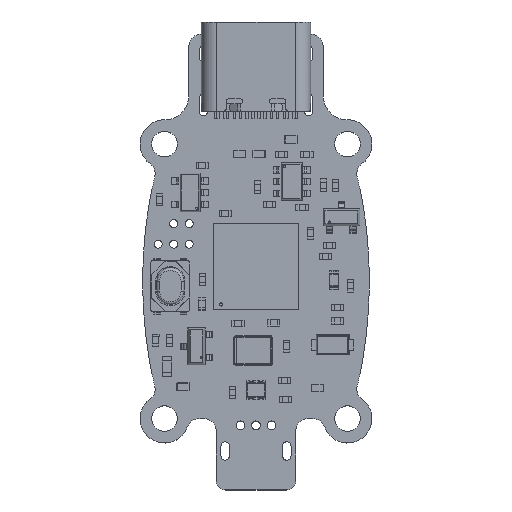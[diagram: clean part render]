
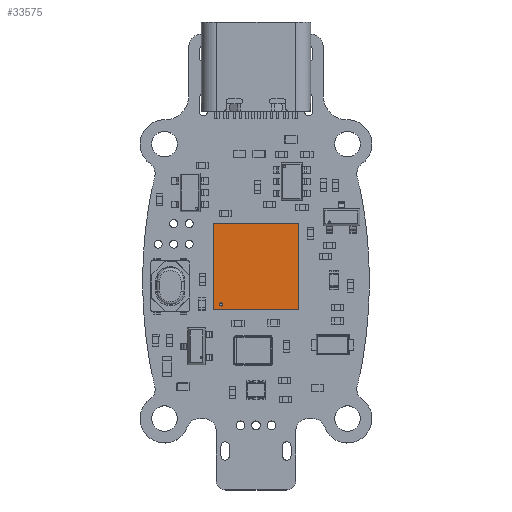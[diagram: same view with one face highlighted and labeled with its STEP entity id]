
A CAD part, top view. The second image highlights one B-rep face of the part: STEP entity #33575.
In plain terms, the highlighted planar face has unit normal (0, 0, 1).
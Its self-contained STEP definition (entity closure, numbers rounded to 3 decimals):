
#30160 = VERTEX_POINT('',#30161);
#30161 = CARTESIAN_POINT('',(-2.973,2.849,0.));
#30167 = EDGE_CURVE('',#30168,#30160,#30170,.T.);
#30168 = VERTEX_POINT('',#30169);
#30169 = CARTESIAN_POINT('',(-3.223,2.849,0.));
#30170 = CIRCLE('',#30171,0.125);
#30171 = AXIS2_PLACEMENT_3D('',#30172,#30173,#30174);
#30172 = CARTESIAN_POINT('',(-3.098,2.849,0.));
#30173 = DIRECTION('',(0.,0.,1.));
#30174 = DIRECTION('',(1.,0.,0.));
#32351 = EDGE_CURVE('',#32352,#32354,#32356,.T.);
#32352 = VERTEX_POINT('',#32353);
#32353 = CARTESIAN_POINT('',(3.45,3.5,0.));
#32354 = VERTEX_POINT('',#32355);
#32355 = CARTESIAN_POINT('',(-3.45,3.5,0.));
#32356 = LINE('',#32357,#32358);
#32357 = CARTESIAN_POINT('',(3.5,3.5,0.));
#32358 = VECTOR('',#32359,1.);
#32359 = DIRECTION('',(-1.,0.,0.));
#32658 = EDGE_CURVE('',#32659,#32661,#32663,.T.);
#32659 = VERTEX_POINT('',#32660);
#32660 = CARTESIAN_POINT('',(-3.5,3.45,0.));
#32661 = VERTEX_POINT('',#32662);
#32662 = CARTESIAN_POINT('',(-3.5,-3.45,0.));
#32663 = LINE('',#32664,#32665);
#32664 = CARTESIAN_POINT('',(-3.5,3.5,0.));
#32665 = VECTOR('',#32666,1.);
#32666 = DIRECTION('',(0.,-1.,0.));
#32967 = VERTEX_POINT('',#32968);
#32968 = CARTESIAN_POINT('',(3.45,-3.5,0.));
#32974 = EDGE_CURVE('',#32975,#32967,#32977,.T.);
#32975 = VERTEX_POINT('',#32976);
#32976 = CARTESIAN_POINT('',(-3.45,-3.5,0.));
#32977 = LINE('',#32978,#32979);
#32978 = CARTESIAN_POINT('',(-3.5,-3.5,0.));
#32979 = VECTOR('',#32980,1.);
#32980 = DIRECTION('',(1.,0.,0.));
#33274 = VERTEX_POINT('',#33275);
#33275 = CARTESIAN_POINT('',(3.5,3.45,0.));
#33281 = EDGE_CURVE('',#33282,#33274,#33284,.T.);
#33282 = VERTEX_POINT('',#33283);
#33283 = CARTESIAN_POINT('',(3.5,-3.45,0.));
#33284 = LINE('',#33285,#33286);
#33285 = CARTESIAN_POINT('',(3.5,-3.5,0.));
#33286 = VECTOR('',#33287,1.);
#33287 = DIRECTION('',(0.,1.,0.));
#33575 = ADVANCED_FACE('',(#33576,#33586),#33620,.T.);
#33576 = FACE_BOUND('',#33577,.T.);
#33577 = EDGE_LOOP('',(#33578,#33585));
#33578 = ORIENTED_EDGE('',*,*,#33579,.F.);
#33579 = EDGE_CURVE('',#30160,#30168,#33580,.T.);
#33580 = CIRCLE('',#33581,0.125);
#33581 = AXIS2_PLACEMENT_3D('',#33582,#33583,#33584);
#33582 = CARTESIAN_POINT('',(-3.098,2.849,0.));
#33583 = DIRECTION('',(0.,0.,1.));
#33584 = DIRECTION('',(1.,0.,0.));
#33585 = ORIENTED_EDGE('',*,*,#30167,.F.);
#33586 = FACE_BOUND('',#33587,.T.);
#33587 = EDGE_LOOP('',(#33588,#33589,#33596,#33597,#33604,#33605,#33612,
    #33613));
#33588 = ORIENTED_EDGE('',*,*,#33281,.T.);
#33589 = ORIENTED_EDGE('',*,*,#33590,.T.);
#33590 = EDGE_CURVE('',#33274,#32352,#33591,.T.);
#33591 = CIRCLE('',#33592,0.05);
#33592 = AXIS2_PLACEMENT_3D('',#33593,#33594,#33595);
#33593 = CARTESIAN_POINT('',(3.45,3.45,0.));
#33594 = DIRECTION('',(0.,0.,1.));
#33595 = DIRECTION('',(1.,0.,0.));
#33596 = ORIENTED_EDGE('',*,*,#32351,.T.);
#33597 = ORIENTED_EDGE('',*,*,#33598,.T.);
#33598 = EDGE_CURVE('',#32354,#32659,#33599,.T.);
#33599 = CIRCLE('',#33600,0.05);
#33600 = AXIS2_PLACEMENT_3D('',#33601,#33602,#33603);
#33601 = CARTESIAN_POINT('',(-3.45,3.45,0.));
#33602 = DIRECTION('',(0.,0.,1.));
#33603 = DIRECTION('',(1.,0.,0.));
#33604 = ORIENTED_EDGE('',*,*,#32658,.T.);
#33605 = ORIENTED_EDGE('',*,*,#33606,.T.);
#33606 = EDGE_CURVE('',#32661,#32975,#33607,.T.);
#33607 = CIRCLE('',#33608,0.05);
#33608 = AXIS2_PLACEMENT_3D('',#33609,#33610,#33611);
#33609 = CARTESIAN_POINT('',(-3.45,-3.45,0.));
#33610 = DIRECTION('',(0.,0.,1.));
#33611 = DIRECTION('',(1.,0.,0.));
#33612 = ORIENTED_EDGE('',*,*,#32974,.T.);
#33613 = ORIENTED_EDGE('',*,*,#33614,.T.);
#33614 = EDGE_CURVE('',#32967,#33282,#33615,.T.);
#33615 = CIRCLE('',#33616,0.05);
#33616 = AXIS2_PLACEMENT_3D('',#33617,#33618,#33619);
#33617 = CARTESIAN_POINT('',(3.45,-3.45,0.));
#33618 = DIRECTION('',(0.,0.,1.));
#33619 = DIRECTION('',(1.,0.,0.));
#33620 = PLANE('',#33621);
#33621 = AXIS2_PLACEMENT_3D('',#33622,#33623,#33624);
#33622 = CARTESIAN_POINT('',(0.,0.,0.));
#33623 = DIRECTION('',(0.,0.,1.));
#33624 = DIRECTION('',(1.,0.,0.));
